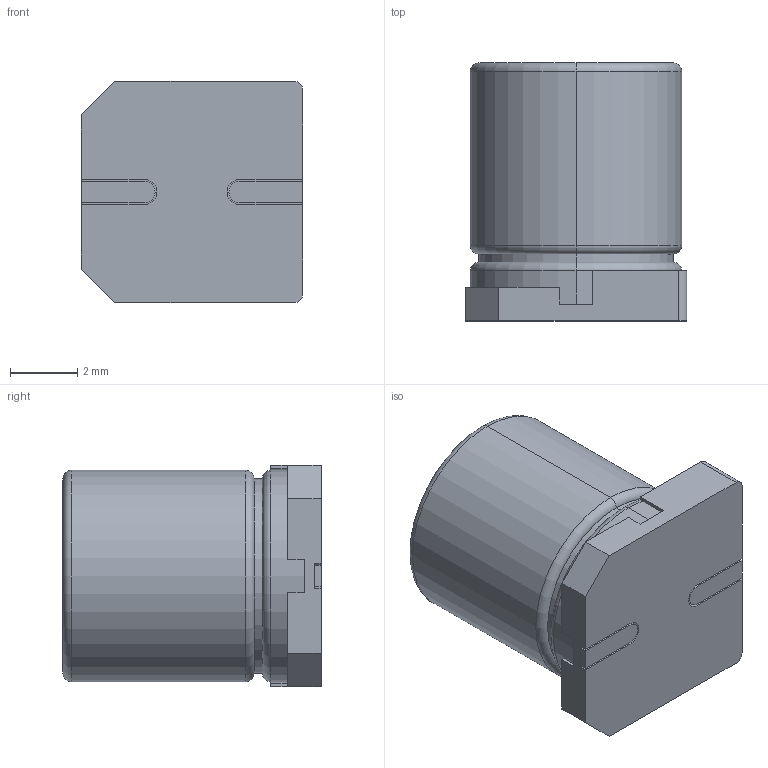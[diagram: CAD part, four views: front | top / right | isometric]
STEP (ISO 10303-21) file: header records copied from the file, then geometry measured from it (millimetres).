
FILE_DESCRIPTION (( 'STEP AP214' ), '1' );
FILE_NAME ( 'CAPAE660X770D660L220X65.STEP', '2020-09-27T15:23:49', ( '' ), ( '' ), '', '©2017 PCB Libraries, Inc.', '' );
FILE_SCHEMA (( 'AUTOMOTIVE_DESIGN' ));
Length unit declared in the file: millimetre
Products named in the file (1): CAPAE660X770D660L220X65
Bounding box: 6.6 x 7.7 x 6.6 mm (x, y, z)
Volume: 250.7 mm3; surface area: 361.1 mm2
Topology: 5 solids, 5 shells, 64 faces, 152 edges, 98 vertices
Faces by surface type: plane 41, cylinder 17, torus 6
Entity records: 2087 total; most frequent: DIRECTION 324, CARTESIAN_POINT 315, ORIENTED_EDGE 304, EDGE_CURVE 152, VECTOR 110, LINE 110, AXIS2_PLACEMENT_3D 107, VERTEX_POINT 98
